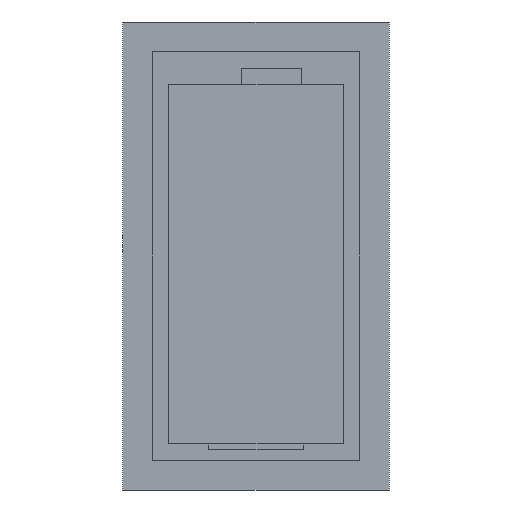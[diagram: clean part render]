
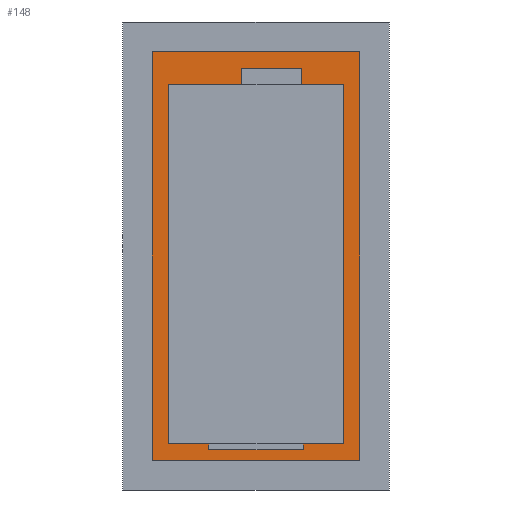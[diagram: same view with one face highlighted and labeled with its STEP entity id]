
A CAD part, front view. The second image highlights one B-rep face of the part: STEP entity #148.
In plain terms, the highlighted planar face has unit normal (0, -1, 0).
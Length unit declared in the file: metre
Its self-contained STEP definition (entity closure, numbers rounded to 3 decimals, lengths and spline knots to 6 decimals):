
#148=ADVANCED_FACE('4:339',(#198,#199),#200,.F.);
#198=FACE_OUTER_BOUND('',#268,.T.);
#199=FACE_BOUND('',#269,.T.);
#200=PLANE('',#270);
#268=EDGE_LOOP('',(#362,#363,#364,#365));
#269=EDGE_LOOP('',(#366,#367,#368,#369,#370,#371,#372,#373,#374,#375,#376,#377));
#270=AXIS2_PLACEMENT_3D('',#378,#379,#380);
#362=ORIENTED_EDGE('',*,*,#585,.F.);
#363=ORIENTED_EDGE('',*,*,#586,.F.);
#364=ORIENTED_EDGE('',*,*,#587,.F.);
#365=ORIENTED_EDGE('',*,*,#588,.F.);
#366=ORIENTED_EDGE('',*,*,#581,.F.);
#367=ORIENTED_EDGE('',*,*,#589,.T.);
#368=ORIENTED_EDGE('',*,*,#590,.F.);
#369=ORIENTED_EDGE('',*,*,#591,.F.);
#370=ORIENTED_EDGE('',*,*,#592,.F.);
#371=ORIENTED_EDGE('',*,*,#593,.F.);
#372=ORIENTED_EDGE('',*,*,#594,.F.);
#373=ORIENTED_EDGE('',*,*,#595,.F.);
#374=ORIENTED_EDGE('',*,*,#596,.F.);
#375=ORIENTED_EDGE('',*,*,#597,.F.);
#376=ORIENTED_EDGE('',*,*,#583,.F.);
#377=ORIENTED_EDGE('',*,*,#577,.F.);
#378=CARTESIAN_POINT('',(0.0,0.0,0.0));
#379=DIRECTION('',(0.0,1.0,0.0));
#380=DIRECTION('',(0.0,0.0,1.0));
#577=EDGE_CURVE('4:351',#682,#684,#685,.T.);
#581=EDGE_CURVE('4:354',#689,#682,#691,.T.);
#583=EDGE_CURVE('4:374',#684,#694,#695,.T.);
#585=EDGE_CURVE('1:3579',#697,#698,#699,.T.);
#586=EDGE_CURVE('1:3552',#700,#697,#701,.T.);
#587=EDGE_CURVE('1:3564',#702,#700,#703,.T.);
#588=EDGE_CURVE('1:3573',#698,#702,#704,.T.);
#589=EDGE_CURVE('4:348',#689,#705,#706,.T.);
#590=EDGE_CURVE('4:361',#707,#705,#708,.T.);
#591=EDGE_CURVE('1:3588',#709,#707,#710,.T.);
#592=EDGE_CURVE('1:3600',#711,#709,#712,.T.);
#593=EDGE_CURVE('1:3609',#713,#711,#714,.T.);
#594=EDGE_CURVE('1:3618',#715,#713,#716,.T.);
#595=EDGE_CURVE('1:3627',#717,#715,#718,.T.);
#596=EDGE_CURVE('1:3636',#719,#717,#720,.T.);
#597=EDGE_CURVE('1:3645',#694,#719,#721,.T.);
#682=VERTEX_POINT('',#855);
#684=VERTEX_POINT('',#858);
#685=LINE('',#859,#860);
#689=VERTEX_POINT('',#866);
#691=LINE('',#869,#870);
#694=VERTEX_POINT('',#874);
#695=LINE('',#875,#876);
#697=VERTEX_POINT('',#879);
#698=VERTEX_POINT('',#880);
#699=LINE('',#881,#882);
#700=VERTEX_POINT('',#883);
#701=LINE('',#884,#885);
#702=VERTEX_POINT('',#886);
#703=LINE('',#887,#888);
#704=LINE('',#889,#890);
#705=VERTEX_POINT('',#891);
#706=LINE('',#892,#893);
#707=VERTEX_POINT('',#894);
#708=LINE('',#895,#896);
#709=VERTEX_POINT('',#897);
#710=LINE('',#898,#899);
#711=VERTEX_POINT('',#900);
#712=LINE('',#901,#902);
#713=VERTEX_POINT('',#903);
#714=LINE('',#904,#905);
#715=VERTEX_POINT('',#906);
#716=LINE('',#907,#908);
#717=VERTEX_POINT('',#909);
#718=LINE('',#910,#911);
#719=VERTEX_POINT('',#912);
#720=LINE('',#913,#914);
#721=LINE('',#915,#916);
#855=CARTESIAN_POINT('',(-0.004862,0.0,-0.007963));
#858=CARTESIAN_POINT('',(-0.004862,0.0,-0.006883));
#859=CARTESIAN_POINT('',(-0.004862,0.0,-0.007963));
#860=VECTOR('',#1107,1.0);
#866=CARTESIAN_POINT('',(-0.022142,0.0,-0.007963));
#869=CARTESIAN_POINT('',(-0.022142,0.0,-0.007963));
#870=VECTOR('',#1111,1.0);
#874=CARTESIAN_POINT('',(0.002398,0.0,-0.006883));
#875=CARTESIAN_POINT('',(0.002398,0.0,-0.006883));
#876=VECTOR('',#1113,1.0);
#879=CARTESIAN_POINT('',(0.005398,0.0,0.064707));
#880=CARTESIAN_POINT('',(0.005398,0.0,-0.009883));
#881=CARTESIAN_POINT('',(0.005398,0.0,0.061757));
#882=VECTOR('',#1115,1.0);
#883=CARTESIAN_POINT('',(-0.032402,0.0,0.064707));
#884=CARTESIAN_POINT('',(-0.032402,0.0,0.064707));
#885=VECTOR('',#1116,1.0);
#886=CARTESIAN_POINT('',(-0.032402,0.0,-0.009883));
#887=CARTESIAN_POINT('',(-0.032402,0.0,-0.009883));
#888=VECTOR('',#1117,1.0);
#889=CARTESIAN_POINT('',(0.005398,0.0,-0.009883));
#890=VECTOR('',#1118,1.0);
#891=CARTESIAN_POINT('',(-0.022142,0.0,-0.006883));
#892=CARTESIAN_POINT('',(-0.022142,0.0,-0.007963));
#893=VECTOR('',#1119,1.0);
#894=CARTESIAN_POINT('',(-0.029402,0.0,-0.006883));
#895=CARTESIAN_POINT('',(-0.018327,0.0,-0.006883));
#896=VECTOR('',#1120,1.0);
#897=CARTESIAN_POINT('',(-0.029402,0.0,0.058757));
#898=CARTESIAN_POINT('',(-0.029402,0.0,-0.006883));
#899=VECTOR('',#1121,1.0);
#900=CARTESIAN_POINT('',(-0.016232,0.0,0.058757));
#901=CARTESIAN_POINT('',(-0.029402,0.0,0.058757));
#902=VECTOR('',#1122,1.0);
#903=CARTESIAN_POINT('',(-0.016232,0.0,0.061707));
#904=CARTESIAN_POINT('',(-0.016232,0.0,0.061707));
#905=VECTOR('',#1123,1.0);
#906=CARTESIAN_POINT('',(-0.005182,0.0,0.061707));
#907=CARTESIAN_POINT('',(-0.005182,0.0,0.061707));
#908=VECTOR('',#1124,1.0);
#909=CARTESIAN_POINT('',(-0.005182,0.0,0.058757));
#910=CARTESIAN_POINT('',(-0.005182,0.0,0.058757));
#911=VECTOR('',#1125,1.0);
#912=CARTESIAN_POINT('',(0.002398,0.0,0.058757));
#913=CARTESIAN_POINT('',(-0.005182,0.0,0.058757));
#914=VECTOR('',#1126,1.0);
#915=CARTESIAN_POINT('',(0.002398,0.0,0.058757));
#916=VECTOR('',#1127,1.0);
#1107=DIRECTION('',(0.0,0.0,1.0));
#1111=DIRECTION('',(1.0,0.0,0.));
#1113=DIRECTION('',(1.0,-0.0,0.));
#1115=DIRECTION('',(0.0,0.0,-1.0));
#1116=DIRECTION('',(1.0,0.0,0.0));
#1117=DIRECTION('',(0.0,0.0,1.0));
#1118=DIRECTION('',(-1.0,0.0,0.));
#1119=DIRECTION('',(0.0,0.0,1.0));
#1120=DIRECTION('',(1.0,-0.0,0.));
#1121=DIRECTION('',(-0.0,-0.0,-1.0));
#1122=DIRECTION('',(-1.0,-0.0,-0.0));
#1123=DIRECTION('',(0.0,0.0,-1.0));
#1124=DIRECTION('',(-1.0,0.0,0.0));
#1125=DIRECTION('',(0.,0.0,1.0));
#1126=DIRECTION('',(-1.0,-0.0,-0.0));
#1127=DIRECTION('',(0.,-0.0,1.0));
